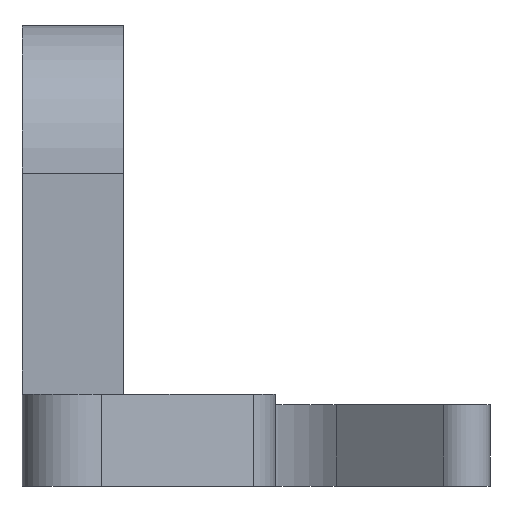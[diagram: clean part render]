
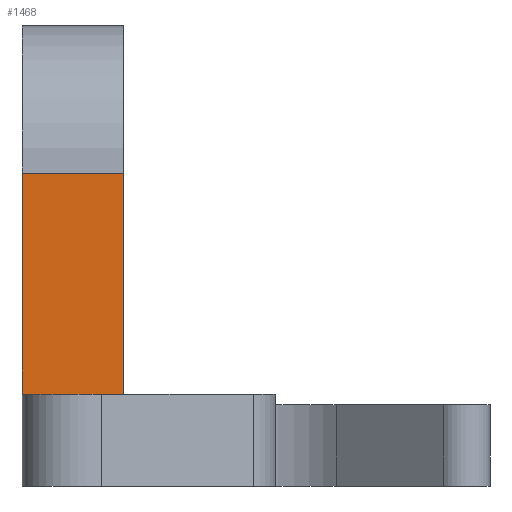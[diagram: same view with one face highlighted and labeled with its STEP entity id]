
A CAD part, left-side view. The second image highlights one B-rep face of the part: STEP entity #1468.
In plain terms, the highlighted planar face has unit normal (-1, 0, 0).
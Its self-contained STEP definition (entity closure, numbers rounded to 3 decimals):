
#60=PLANE('',#1587);
#128=FACE_OUTER_BOUND('',#218,.T.);
#218=EDGE_LOOP('',(#1197,#1198,#1199,#1200));
#286=LINE('',#2129,#440);
#290=LINE('',#2137,#444);
#351=LINE('',#2308,#505);
#353=LINE('',#2316,#507);
#440=VECTOR('',#1695,11.);
#444=VECTOR('',#1703,24.);
#505=VECTOR('',#1872,24.);
#507=VECTOR('',#1884,11.);
#659=VERTEX_POINT('',#2122);
#662=VERTEX_POINT('',#2127);
#664=VERTEX_POINT('',#2136);
#720=VERTEX_POINT('',#2306);
#806=EDGE_CURVE('',#662,#659,#286,.T.);
#810=EDGE_CURVE('',#664,#659,#290,.T.);
#895=EDGE_CURVE('',#720,#662,#351,.T.);
#898=EDGE_CURVE('',#664,#720,#353,.T.);
#1197=ORIENTED_EDGE('',*,*,#806,.F.);
#1198=ORIENTED_EDGE('',*,*,#895,.F.);
#1199=ORIENTED_EDGE('',*,*,#898,.F.);
#1200=ORIENTED_EDGE('',*,*,#810,.T.);
#1468=ADVANCED_FACE('',(#128),#60,.T.);
#1587=AXIS2_PLACEMENT_3D('',#2315,#1882,#1883);
#1695=DIRECTION('',(0.,-1.,0.));
#1703=DIRECTION('',(0.,0.,1.));
#1872=DIRECTION('',(0.,0.,1.));
#1882=DIRECTION('center_axis',(-1.,0.,0.));
#1883=DIRECTION('ref_axis',(0.,-1.,0.));
#1884=DIRECTION('',(0.,1.,0.));
#2122=CARTESIAN_POINT('',(6.247,-11.,34.));
#2127=CARTESIAN_POINT('',(6.247,0.,34.));
#2129=CARTESIAN_POINT('',(6.247,-2.75,34.));
#2136=CARTESIAN_POINT('',(6.247,-11.,10.));
#2137=CARTESIAN_POINT('',(6.247,-11.,10.));
#2306=CARTESIAN_POINT('',(6.247,0.,10.));
#2308=CARTESIAN_POINT('',(6.247,0.,10.));
#2315=CARTESIAN_POINT('Origin',(6.247,0.,10.));
#2316=CARTESIAN_POINT('',(6.247,-9.074,10.));
